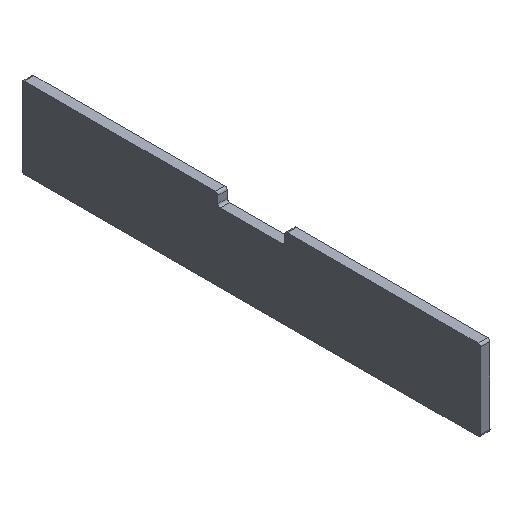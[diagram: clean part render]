
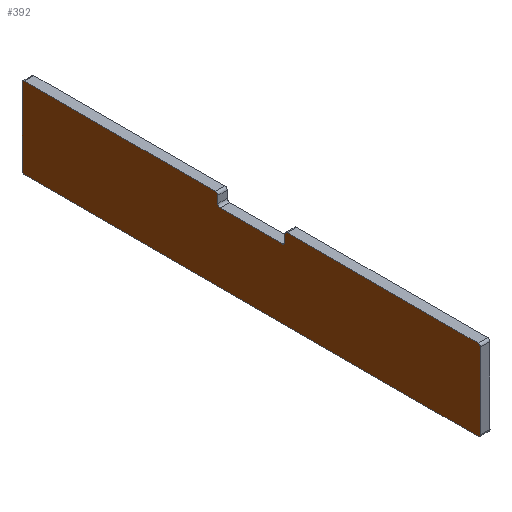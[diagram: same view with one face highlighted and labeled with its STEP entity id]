
A CAD part, isometric view. The second image highlights one B-rep face of the part: STEP entity #392.
In plain terms, the highlighted planar face has unit normal (-1, 0, 0).
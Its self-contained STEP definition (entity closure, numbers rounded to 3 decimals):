
#28=PLANE('',#448);
#50=FACE_OUTER_BOUND('',#74,.T.);
#74=EDGE_LOOP('',(#345,#346,#347,#348,#349,#350,#351,#352,#353,#354,#355,
#356,#357,#358,#359,#360));
#79=LINE('',#584,#113);
#89=LINE('',#624,#123);
#92=LINE('',#633,#126);
#97=LINE('',#644,#131);
#100=LINE('',#653,#134);
#103=LINE('',#663,#137);
#105=LINE('',#668,#139);
#108=LINE('',#680,#142);
#113=VECTOR('',#463,10.);
#123=VECTOR('',#499,10.);
#126=VECTOR('',#508,10.);
#131=VECTOR('',#519,10.);
#134=VECTOR('',#528,10.);
#137=VECTOR('',#541,10.);
#139=VECTOR('',#549,10.);
#142=VECTOR('',#566,10.);
#143=CIRCLE('',#408,1.);
#154=CIRCLE('',#422,1.);
#155=CIRCLE('',#425,1.);
#156=CIRCLE('',#428,1.);
#157=CIRCLE('',#431,1.);
#158=CIRCLE('',#434,1.);
#159=CIRCLE('',#436,1.);
#160=CIRCLE('',#439,1.);
#163=VERTEX_POINT('',#571);
#164=VERTEX_POINT('',#572);
#168=VERTEX_POINT('',#582);
#184=VERTEX_POINT('',#618);
#185=VERTEX_POINT('',#622);
#186=VERTEX_POINT('',#626);
#187=VERTEX_POINT('',#627);
#188=VERTEX_POINT('',#632);
#189=VERTEX_POINT('',#636);
#190=VERTEX_POINT('',#638);
#191=VERTEX_POINT('',#642);
#192=VERTEX_POINT('',#646);
#193=VERTEX_POINT('',#647);
#194=VERTEX_POINT('',#652);
#195=VERTEX_POINT('',#658);
#196=VERTEX_POINT('',#662);
#199=EDGE_CURVE('',#163,#164,#143,.T.);
#205=EDGE_CURVE('',#163,#168,#79,.T.);
#222=EDGE_CURVE('',#184,#168,#154,.T.);
#225=EDGE_CURVE('',#184,#185,#89,.T.);
#226=EDGE_CURVE('',#186,#187,#155,.T.);
#229=EDGE_CURVE('',#188,#187,#92,.T.);
#232=EDGE_CURVE('',#189,#190,#156,.T.);
#235=EDGE_CURVE('',#189,#191,#97,.T.);
#236=EDGE_CURVE('',#192,#193,#157,.T.);
#239=EDGE_CURVE('',#194,#193,#100,.T.);
#241=EDGE_CURVE('',#194,#191,#158,.T.);
#242=EDGE_CURVE('',#188,#195,#159,.T.);
#244=EDGE_CURVE('',#196,#195,#103,.T.);
#246=EDGE_CURVE('',#196,#185,#160,.T.);
#247=EDGE_CURVE('',#186,#190,#105,.T.);
#252=EDGE_CURVE('',#192,#164,#108,.T.);
#345=ORIENTED_EDGE('',*,*,#199,.F.);
#346=ORIENTED_EDGE('',*,*,#205,.T.);
#347=ORIENTED_EDGE('',*,*,#222,.F.);
#348=ORIENTED_EDGE('',*,*,#225,.T.);
#349=ORIENTED_EDGE('',*,*,#246,.F.);
#350=ORIENTED_EDGE('',*,*,#244,.T.);
#351=ORIENTED_EDGE('',*,*,#242,.F.);
#352=ORIENTED_EDGE('',*,*,#229,.T.);
#353=ORIENTED_EDGE('',*,*,#226,.F.);
#354=ORIENTED_EDGE('',*,*,#247,.T.);
#355=ORIENTED_EDGE('',*,*,#232,.F.);
#356=ORIENTED_EDGE('',*,*,#235,.T.);
#357=ORIENTED_EDGE('',*,*,#241,.F.);
#358=ORIENTED_EDGE('',*,*,#239,.T.);
#359=ORIENTED_EDGE('',*,*,#236,.F.);
#360=ORIENTED_EDGE('',*,*,#252,.T.);
#392=ADVANCED_FACE('',(#50),#28,.T.);
#408=AXIS2_PLACEMENT_3D('',#573,#453,#454);
#422=AXIS2_PLACEMENT_3D('',#619,#493,#494);
#425=AXIS2_PLACEMENT_3D('',#628,#502,#503);
#428=AXIS2_PLACEMENT_3D('',#639,#513,#514);
#431=AXIS2_PLACEMENT_3D('',#648,#522,#523);
#434=AXIS2_PLACEMENT_3D('',#656,#532,#533);
#436=AXIS2_PLACEMENT_3D('',#659,#536,#537);
#439=AXIS2_PLACEMENT_3D('',#666,#545,#546);
#448=AXIS2_PLACEMENT_3D('',#681,#567,#568);
#453=DIRECTION('center_axis',(1.,0.,0.));
#454=DIRECTION('ref_axis',(0.,-0.707,-0.707));
#463=DIRECTION('',(0.,0.,1.));
#493=DIRECTION('center_axis',(1.,0.,0.));
#494=DIRECTION('ref_axis',(0.,-0.707,0.707));
#499=DIRECTION('',(0.,1.,0.));
#502=DIRECTION('center_axis',(-1.,0.,0.));
#503=DIRECTION('ref_axis',(0.,0.707,-0.707));
#508=DIRECTION('',(0.,1.,0.));
#513=DIRECTION('center_axis',(1.,0.,0.));
#514=DIRECTION('ref_axis',(0.,-0.707,0.707));
#519=DIRECTION('',(0.,1.,0.));
#522=DIRECTION('center_axis',(1.,0.,0.));
#523=DIRECTION('ref_axis',(0.,0.707,-0.707));
#528=DIRECTION('',(0.,0.,-1.));
#532=DIRECTION('center_axis',(1.,0.,0.));
#533=DIRECTION('ref_axis',(0.,0.707,0.707));
#536=DIRECTION('center_axis',(-1.,0.,0.));
#537=DIRECTION('ref_axis',(0.,-0.707,-0.707));
#541=DIRECTION('',(0.,0.,-1.));
#545=DIRECTION('center_axis',(1.,0.,0.));
#546=DIRECTION('ref_axis',(0.,0.707,0.707));
#549=DIRECTION('',(0.,0.,1.));
#566=DIRECTION('',(0.,-1.,0.));
#567=DIRECTION('center_axis',(-1.,0.,0.));
#568=DIRECTION('ref_axis',(0.,-1.,0.));
#571=CARTESIAN_POINT('',(-50.022,38.1,15.1));
#572=CARTESIAN_POINT('',(-50.022,39.1,14.1));
#573=CARTESIAN_POINT('Origin',(-50.022,39.1,15.1));
#582=CARTESIAN_POINT('',(-50.022,38.1,46.9));
#584=CARTESIAN_POINT('',(-50.022,38.1,47.9));
#618=CARTESIAN_POINT('',(-50.022,39.1,47.9));
#619=CARTESIAN_POINT('Origin',(-50.022,39.1,46.9));
#622=CARTESIAN_POINT('',(-50.022,119.,47.9));
#624=CARTESIAN_POINT('',(-50.022,229.9,47.9));
#626=CARTESIAN_POINT('',(-50.022,148.,43.9));
#627=CARTESIAN_POINT('',(-50.022,147.,42.9));
#628=CARTESIAN_POINT('Origin',(-50.022,147.,43.9));
#632=CARTESIAN_POINT('',(-50.022,121.,42.9));
#633=CARTESIAN_POINT('',(-50.022,127.,42.9));
#636=CARTESIAN_POINT('',(-50.022,149.,47.9));
#638=CARTESIAN_POINT('',(-50.022,148.,46.9));
#639=CARTESIAN_POINT('Origin',(-50.022,149.,46.9));
#642=CARTESIAN_POINT('',(-50.022,228.9,47.9));
#644=CARTESIAN_POINT('',(-50.022,229.9,47.9));
#646=CARTESIAN_POINT('',(-50.022,228.9,14.1));
#647=CARTESIAN_POINT('',(-50.022,229.9,15.1));
#648=CARTESIAN_POINT('Origin',(-50.022,228.9,15.1));
#652=CARTESIAN_POINT('',(-50.022,229.9,46.9));
#653=CARTESIAN_POINT('',(-50.022,229.9,14.1));
#656=CARTESIAN_POINT('Origin',(-50.022,228.9,46.9));
#658=CARTESIAN_POINT('',(-50.022,120.,43.9));
#659=CARTESIAN_POINT('Origin',(-50.022,121.,43.9));
#662=CARTESIAN_POINT('',(-50.022,120.,46.9));
#663=CARTESIAN_POINT('',(-50.022,120.,39.45));
#666=CARTESIAN_POINT('Origin',(-50.022,119.,46.9));
#668=CARTESIAN_POINT('',(-50.022,148.,36.95));
#680=CARTESIAN_POINT('',(-50.022,38.1,14.1));
#681=CARTESIAN_POINT('Origin',(-50.022,134.,31.));
